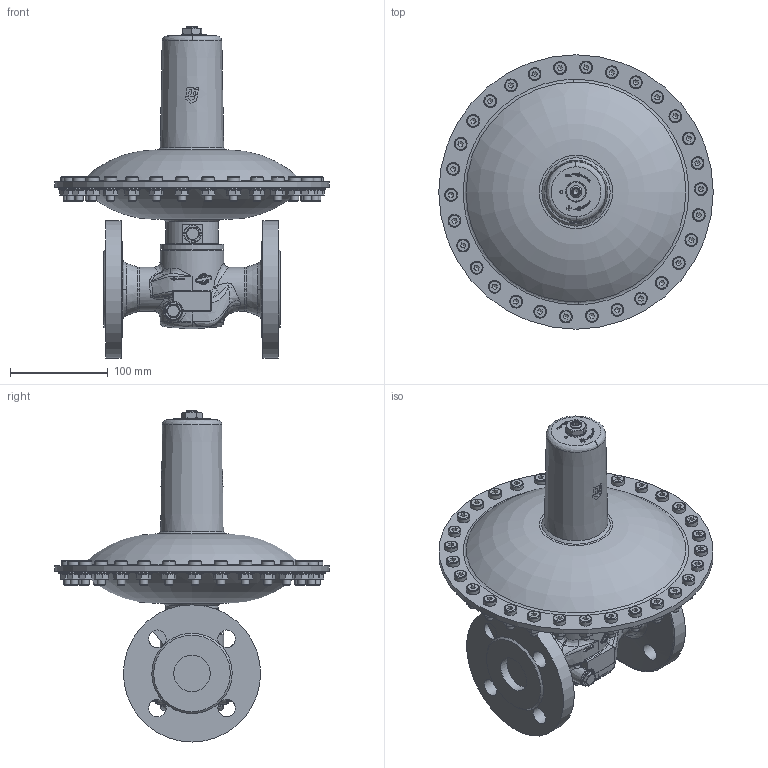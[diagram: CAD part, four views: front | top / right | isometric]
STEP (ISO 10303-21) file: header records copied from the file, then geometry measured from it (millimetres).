
FILE_DESCRIPTION(('HOOPS Exchange Step'),'2;1');
FILE_NAME('UV17_UV18_DIN_DN32.stp','2026-02-26T14:42:17+01:00',('Nutzer'),('Unknown organisation'),'HOOPS Exchange 2024.2','HOOPS Exchange','Unknown authorisation');
FILE_SCHEMA( ('AP203_CONFIGURATION_CONTROLLED_3D_DESIGN_OF_MECHANICAL_PARTS_AND_ASSEMBLIES_MIM_LF') );
Length unit declared in the file: millimetre
Products named in the file (2): 0; root
Assembly tree (1 placements, depth 2):
  root
    0
Bounding box: 280 x 280 x 338.8 mm (x, y, z)
Volume: 3495979.9 mm3; surface area: 321072.1 mm2
Topology: 103 solids, 103 shells, 2123 faces, 5928 edges, 3936 vertices
Faces by surface type: plane 782, bspline 591, cylinder 373, cone 369, sphere 6, torus 2
Full cylindrical faces by diameter (mm): 3 x1, 3.2 x2, 8 x90, 9 x90, 11.445 x2, 11.46 x2, 12 x1, 13 x30, 18 x12, 20 x1, 37.2 x2, 45 x2, 47 x1, 47.1 x1, 48.5 x1, 50 x1, 50.6 x1, 54 x2, 54.21 x2, 54.5 x1, 56.5 x2, 58.5 x1, 60 x1, 65 x2, 140 x2, 280 x1
Entity records: 123245 total; most frequent: CARTESIAN_POINT 75774, ORIENTED_EDGE 11394, DIRECTION 7487, EDGE_CURVE 5697, VERTEX_POINT 3927, AXIS2_PLACEMENT_3D 3264, B_SPLINE_CURVE_WITH_KNOTS 2937, EDGE_LOOP 2426
